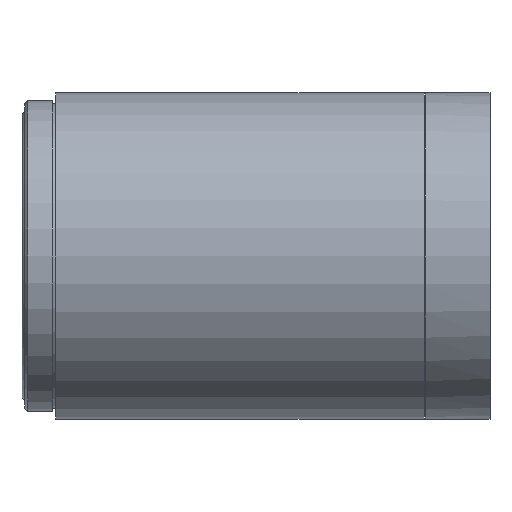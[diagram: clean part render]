
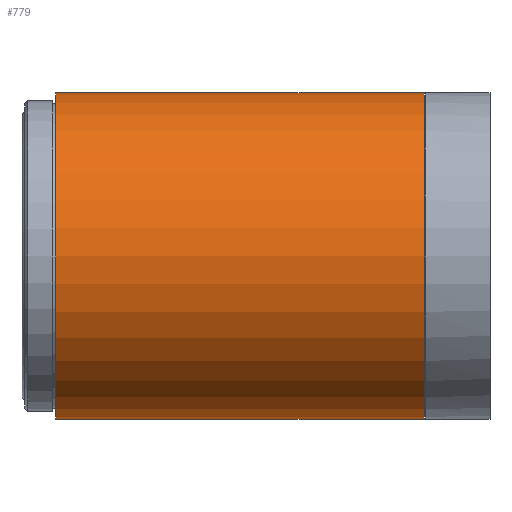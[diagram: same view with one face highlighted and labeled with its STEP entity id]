
A CAD part, front view. The second image highlights one B-rep face of the part: STEP entity #779.
In plain terms, the highlighted cylindrical face has radius 26 mm (diameter 52 mm), a partial arc.
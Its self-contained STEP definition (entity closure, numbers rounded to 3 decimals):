
#1 = ORIENTED_EDGE ( 'NONE', *, *, #1085, .T. ) ;
#2 = DIRECTION ( 'NONE',  ( 0., 0., -1. ) ) ;
#14 = CARTESIAN_POINT ( 'NONE',  ( -17.5, 0., -26. ) ) ;
#73 = LINE ( 'NONE', #926, #740 ) ;
#170 = AXIS2_PLACEMENT_3D ( 'NONE', #942, #180, #415 ) ;
#180 = DIRECTION ( 'NONE',  ( 1., 0., 0. ) ) ;
#193 = CARTESIAN_POINT ( 'NONE',  ( 0., 0., -26. ) ) ;
#274 = VERTEX_POINT ( 'NONE', #1052 ) ;
#388 = CARTESIAN_POINT ( 'NONE',  ( 0., 0., 0. ) ) ;
#415 = DIRECTION ( 'NONE',  ( 0., 0., -1. ) ) ;
#536 = LINE ( 'NONE', #193, #1182 ) ;
#603 = FACE_OUTER_BOUND ( 'NONE', #1074, .T. ) ;
#621 = VERTEX_POINT ( 'NONE', #807 ) ;
#642 = DIRECTION ( 'NONE',  ( 0., 0., -1. ) ) ;
#663 = EDGE_CURVE ( 'NONE', #274, #1044, #73, .T. ) ;
#672 = DIRECTION ( 'NONE',  ( 1., 0., 0. ) ) ;
#740 = VECTOR ( 'NONE', #1247, 1000. ) ;
#745 = DIRECTION ( 'NONE',  ( 1., 0., 0. ) ) ;
#779 = ADVANCED_FACE ( 'NONE', ( #603 ), #1356, .T. ) ;
#781 = CIRCLE ( 'NONE', #170, 26. ) ;
#802 = CIRCLE ( 'NONE', #1005, 26. ) ;
#807 = CARTESIAN_POINT ( 'NONE',  ( 41.1, 0., -26. ) ) ;
#926 = CARTESIAN_POINT ( 'NONE',  ( 0., 0., 26. ) ) ;
#929 = VERTEX_POINT ( 'NONE', #14 ) ;
#942 = CARTESIAN_POINT ( 'NONE',  ( -17.5, 0., 0. ) ) ;
#986 = ORIENTED_EDGE ( 'NONE', *, *, #1384, .F. ) ;
#992 = CARTESIAN_POINT ( 'NONE',  ( 41.1, 0., 0. ) ) ;
#1005 = AXIS2_PLACEMENT_3D ( 'NONE', #992, #672, #2 ) ;
#1044 = VERTEX_POINT ( 'NONE', #1339 ) ;
#1052 = CARTESIAN_POINT ( 'NONE',  ( -17.5, 0., 26. ) ) ;
#1074 = EDGE_LOOP ( 'NONE', ( #1097, #1, #1365, #986 ) ) ;
#1079 = DIRECTION ( 'NONE',  ( 1., 0., 0. ) ) ;
#1085 = EDGE_CURVE ( 'NONE', #274, #929, #781, .T. ) ;
#1097 = ORIENTED_EDGE ( 'NONE', *, *, #663, .F. ) ;
#1182 = VECTOR ( 'NONE', #745, 1000. ) ;
#1247 = DIRECTION ( 'NONE',  ( 1., 0., 0. ) ) ;
#1329 = AXIS2_PLACEMENT_3D ( 'NONE', #388, #1079, #642 ) ;
#1334 = EDGE_CURVE ( 'NONE', #929, #621, #536, .T. ) ;
#1339 = CARTESIAN_POINT ( 'NONE',  ( 41.1, 0., 26. ) ) ;
#1356 = CYLINDRICAL_SURFACE ( 'NONE', #1329, 26. ) ;
#1365 = ORIENTED_EDGE ( 'NONE', *, *, #1334, .T. ) ;
#1384 = EDGE_CURVE ( 'NONE', #1044, #621, #802, .T. ) ;
